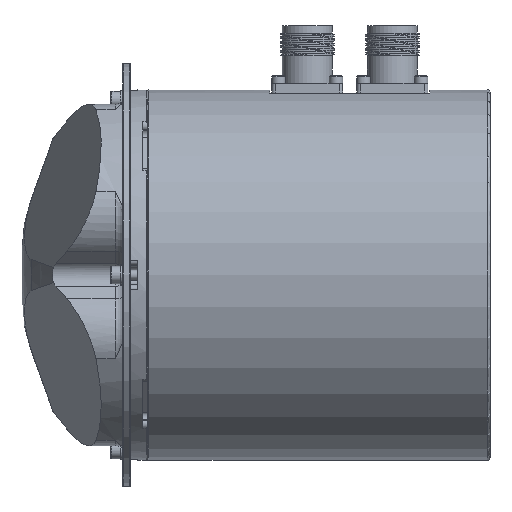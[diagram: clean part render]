
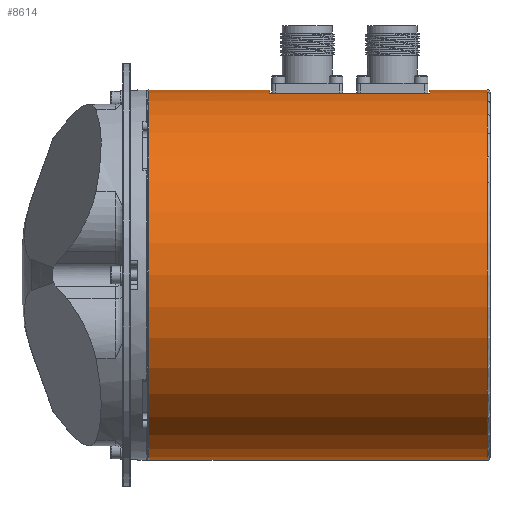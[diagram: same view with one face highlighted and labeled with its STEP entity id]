
A CAD part, front view. The second image highlights one B-rep face of the part: STEP entity #8614.
In plain terms, the highlighted cylindrical face has radius 74 mm (diameter 148 mm), a full revolution.
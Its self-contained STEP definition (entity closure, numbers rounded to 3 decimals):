
#118=FACE_BOUND('',#1279,.T.);
#724=FACE_OUTER_BOUND('',#1278,.T.);
#1278=EDGE_LOOP('',(#6670,#6671,#6672,#6673,#6674,#6675));
#1279=EDGE_LOOP('',(#6676,#6677,#6678,#6679,#6680,#6681,#6682,#6683,#6684,
#6685,#6686,#6687));
#1879=CIRCLE('',#9331,74.);
#1880=CIRCLE('',#9333,74.);
#1918=CIRCLE('',#9407,74.);
#1919=CIRCLE('',#9408,74.);
#1928=CIRCLE('',#9422,74.);
#1929=CIRCLE('',#9423,74.);
#2474=LINE('',#15077,#3100);
#2476=LINE('',#15080,#3102);
#2478=LINE('',#15090,#3104);
#2480=LINE('',#15093,#3106);
#2482=LINE('',#15110,#3108);
#2484=LINE('',#15118,#3110);
#2515=LINE('',#15318,#3141);
#2516=LINE('',#15319,#3142);
#2517=LINE('',#15320,#3143);
#2518=LINE('',#15321,#3144);
#2519=LINE('',#15322,#3145);
#3100=VECTOR('',#10921,10.);
#3102=VECTOR('',#10923,10.);
#3104=VECTOR('',#10931,10.);
#3106=VECTOR('',#10933,10.);
#3108=VECTOR('',#10955,10.);
#3110=VECTOR('',#10961,10.);
#3141=VECTOR('',#11166,74.);
#3142=VECTOR('',#11167,10.);
#3143=VECTOR('',#11168,10.);
#3144=VECTOR('',#11169,10.);
#3145=VECTOR('',#11170,10.);
#3865=VERTEX_POINT('',#15070);
#3867=VERTEX_POINT('',#15074);
#3868=VERTEX_POINT('',#15076);
#3869=VERTEX_POINT('',#15078);
#3871=VERTEX_POINT('',#15083);
#3873=VERTEX_POINT('',#15087);
#3874=VERTEX_POINT('',#15089);
#3875=VERTEX_POINT('',#15091);
#3879=VERTEX_POINT('',#15107);
#3880=VERTEX_POINT('',#15109);
#3883=VERTEX_POINT('',#15115);
#3884=VERTEX_POINT('',#15117);
#3932=VERTEX_POINT('',#15289);
#3933=VERTEX_POINT('',#15290);
#3939=VERTEX_POINT('',#15312);
#3940=VERTEX_POINT('',#15314);
#4851=EDGE_CURVE('',#3868,#3867,#2474,.T.);
#4853=EDGE_CURVE('',#3865,#3869,#2476,.T.);
#4857=EDGE_CURVE('',#3874,#3873,#2478,.T.);
#4859=EDGE_CURVE('',#3871,#3875,#2480,.T.);
#4863=EDGE_CURVE('',#3875,#3874,#1879,.T.);
#4864=EDGE_CURVE('',#3869,#3868,#1880,.T.);
#4866=EDGE_CURVE('',#3880,#3879,#2482,.T.);
#4870=EDGE_CURVE('',#3884,#3883,#2484,.T.);
#4937=EDGE_CURVE('',#3932,#3933,#1918,.T.);
#4938=EDGE_CURVE('',#3933,#3932,#1919,.T.);
#4949=EDGE_CURVE('',#3939,#3940,#1928,.T.);
#4950=EDGE_CURVE('',#3940,#3939,#1929,.T.);
#4951=EDGE_CURVE('',#3940,#3933,#2515,.T.);
#4952=EDGE_CURVE('',#3880,#3867,#2516,.T.);
#4953=EDGE_CURVE('',#3871,#3879,#2517,.T.);
#4954=EDGE_CURVE('',#3884,#3873,#2518,.T.);
#4955=EDGE_CURVE('',#3865,#3883,#2519,.T.);
#6670=ORIENTED_EDGE('',*,*,#4950,.F.);
#6671=ORIENTED_EDGE('',*,*,#4951,.T.);
#6672=ORIENTED_EDGE('',*,*,#4937,.F.);
#6673=ORIENTED_EDGE('',*,*,#4938,.F.);
#6674=ORIENTED_EDGE('',*,*,#4951,.F.);
#6675=ORIENTED_EDGE('',*,*,#4949,.F.);
#6676=ORIENTED_EDGE('',*,*,#4864,.T.);
#6677=ORIENTED_EDGE('',*,*,#4851,.T.);
#6678=ORIENTED_EDGE('',*,*,#4952,.F.);
#6679=ORIENTED_EDGE('',*,*,#4866,.T.);
#6680=ORIENTED_EDGE('',*,*,#4953,.F.);
#6681=ORIENTED_EDGE('',*,*,#4859,.T.);
#6682=ORIENTED_EDGE('',*,*,#4863,.T.);
#6683=ORIENTED_EDGE('',*,*,#4857,.T.);
#6684=ORIENTED_EDGE('',*,*,#4954,.F.);
#6685=ORIENTED_EDGE('',*,*,#4870,.T.);
#6686=ORIENTED_EDGE('',*,*,#4955,.F.);
#6687=ORIENTED_EDGE('',*,*,#4853,.T.);
#8321=CYLINDRICAL_SURFACE('',#9424,74.);
#8614=ADVANCED_FACE('',(#724,#118),#8321,.T.);
#9331=AXIS2_PLACEMENT_3D('',#15102,#10945,#10946);
#9333=AXIS2_PLACEMENT_3D('',#15104,#10949,#10950);
#9407=AXIS2_PLACEMENT_3D('',#15291,#11128,#11129);
#9408=AXIS2_PLACEMENT_3D('',#15292,#11130,#11131);
#9422=AXIS2_PLACEMENT_3D('',#15315,#11160,#11161);
#9423=AXIS2_PLACEMENT_3D('',#15316,#11162,#11163);
#9424=AXIS2_PLACEMENT_3D('',#15317,#11164,#11165);
#10921=DIRECTION('',(-1.,0.,0.));
#10923=DIRECTION('',(1.,0.,0.));
#10931=DIRECTION('',(1.,0.,0.));
#10933=DIRECTION('',(-1.,0.,0.));
#10945=DIRECTION('center_axis',(-1.,0.,0.));
#10946=DIRECTION('ref_axis',(0.,0.,
1.));
#10949=DIRECTION('center_axis',(1.,0.,0.));
#10950=DIRECTION('ref_axis',(0.,0.,
1.));
#10955=DIRECTION('',(-1.,0.,0.));
#10961=DIRECTION('',(1.,0.,0.));
#11128=DIRECTION('center_axis',(1.,0.,0.));
#11129=DIRECTION('ref_axis',(0.,0.,
-1.));
#11130=DIRECTION('center_axis',(1.,0.,0.));
#11131=DIRECTION('ref_axis',(0.,0.,
-1.));
#11160=DIRECTION('center_axis',(-1.,0.,0.));
#11161=DIRECTION('ref_axis',(0.,0.,
-1.));
#11162=DIRECTION('center_axis',(-1.,0.,0.));
#11163=DIRECTION('ref_axis',(0.,0.,
-1.));
#11164=DIRECTION('center_axis',(-1.,0.,0.));
#11165=DIRECTION('ref_axis',(0.,0.,
1.));
#11166=DIRECTION('',(1.,0.,0.));
#11167=DIRECTION('',(1.,0.,0.));
#11168=DIRECTION('',(1.,0.,0.));
#11169=DIRECTION('',(-1.,0.,0.));
#11170=DIRECTION('',(-1.,0.,0.));
#15070=CARTESIAN_POINT('',(159.261,13.81,72.7));
#15074=CARTESIAN_POINT('',(159.261,-13.81,72.7));
#15076=CARTESIAN_POINT('',(160.5,-13.81,72.7));
#15077=CARTESIAN_POINT('',(60.7,-13.81,72.7));
#15078=CARTESIAN_POINT('',(160.5,13.81,72.7));
#15080=CARTESIAN_POINT('',(60.7,13.81,72.7));
#15083=CARTESIAN_POINT('',(97.739,-13.81,72.7));
#15087=CARTESIAN_POINT('',(97.739,13.81,72.7));
#15089=CARTESIAN_POINT('',(96.5,13.81,72.7));
#15090=CARTESIAN_POINT('',(60.7,13.81,72.7));
#15091=CARTESIAN_POINT('',(96.5,-13.81,72.7));
#15093=CARTESIAN_POINT('',(60.7,-13.81,72.7));
#15102=CARTESIAN_POINT('Origin',(96.5,0.,
0.));
#15104=CARTESIAN_POINT('Origin',(160.5,0.,
0.));
#15107=CARTESIAN_POINT('',(125.261,-13.81,72.7));
#15109=CARTESIAN_POINT('',(131.739,-13.81,72.7));
#15110=CARTESIAN_POINT('',(60.7,-13.81,72.7));
#15115=CARTESIAN_POINT('',(131.739,13.81,72.7));
#15117=CARTESIAN_POINT('',(125.261,13.81,72.7));
#15118=CARTESIAN_POINT('',(60.7,13.81,72.7));
#15289=CARTESIAN_POINT('',(183.5,74.,0.));
#15290=CARTESIAN_POINT('',(183.5,0.,-74.));
#15291=CARTESIAN_POINT('Origin',(183.5,0.,
0.));
#15292=CARTESIAN_POINT('Origin',(183.5,0.,
0.));
#15312=CARTESIAN_POINT('',(48.2,74.,0.));
#15314=CARTESIAN_POINT('',(48.2,0.,-74.));
#15315=CARTESIAN_POINT('Origin',(48.2,0.,
0.));
#15316=CARTESIAN_POINT('Origin',(48.2,0.,
0.));
#15317=CARTESIAN_POINT('Origin',(60.7,0.,
0.));
#15318=CARTESIAN_POINT('',(60.7,0.,-74.));
#15319=CARTESIAN_POINT('',(60.7,-13.81,72.7));
#15320=CARTESIAN_POINT('',(60.7,-13.81,72.7));
#15321=CARTESIAN_POINT('',(60.7,13.81,72.7));
#15322=CARTESIAN_POINT('',(60.7,13.81,72.7));
